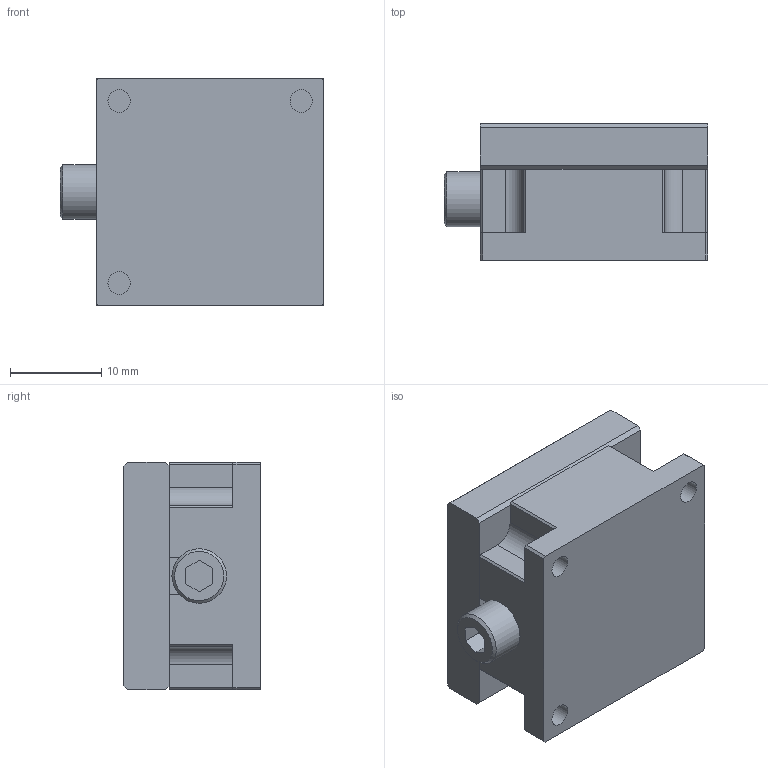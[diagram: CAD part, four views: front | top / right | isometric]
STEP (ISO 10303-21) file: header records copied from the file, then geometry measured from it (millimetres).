
FILE_DESCRIPTION (( 'STEP AP203' ), '1' );
FILE_NAME ('528765.STEP', '2024-10-15T01:32:10', ( 'Windows User' ), ( 'P R C' ), 'SwSTEP 2.0', 'SolidWorks 2020', '' );
FILE_SCHEMA (( 'CONFIG_CONTROL_DESIGN' ));
Length unit declared in the file: millimetre
Products named in the file (1): 528765
Bounding box: 29 x 15 x 25 mm (x, y, z)
Volume: 7962.1 mm3; surface area: 5645.8 mm2
Topology: 3 solids, 3 shells, 121 faces, 319 edges, 209 vertices
Faces by surface type: plane 82, cylinder 28, cone 11
Full cylindrical faces by diameter (mm): 1.567 x11, 2.459 x4, 3 x1, 3.242 x1, 4 x1, 5 x1, 5.2 x1, 6 x1
Entity records: 3550 total; most frequent: CARTESIAN_POINT 602, DIRECTION 581, ORIENTED_EDGE 552, EDGE_CURVE 276, LINE 211, VECTOR 211, VERTEX_POINT 198, AXIS2_PLACEMENT_3D 185
